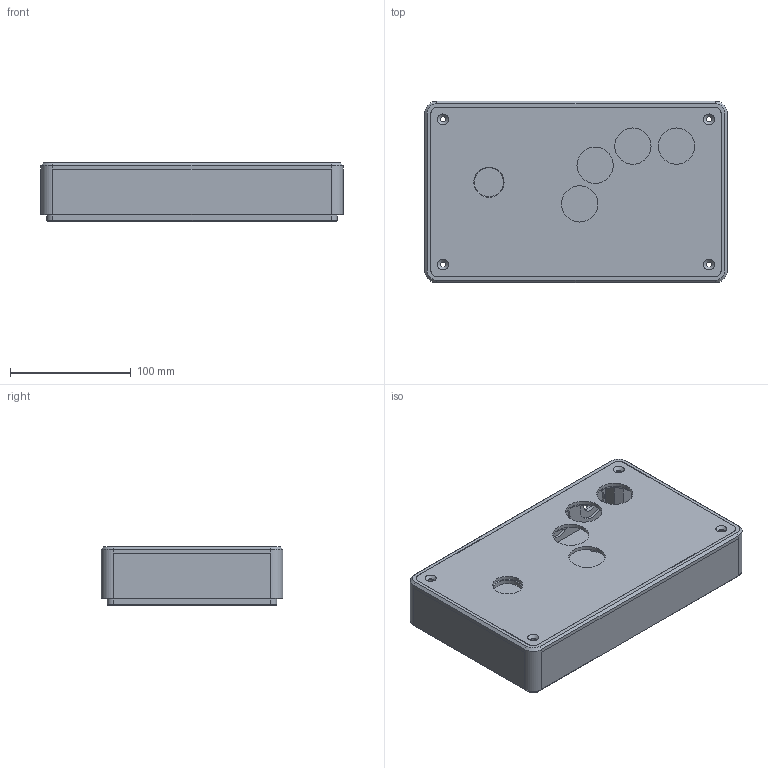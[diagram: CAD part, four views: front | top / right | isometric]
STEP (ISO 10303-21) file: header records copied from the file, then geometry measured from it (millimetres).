
FILE_DESCRIPTION(/* description */ (''),/* implementation_level */ '2;1');
FILE_NAME(/* name */ 'NeoGeo Stick v18.step',/* time_stamp */ '2025-10-23T15:01:12+11:00',/* author */ (''),/* organization */ (''),/* preprocessor_version */ 'ST-DEVELOPER v20.1',/* originating_system */ 'Autodesk Translation Framework v14.17.0.0',/* authorisation */ '');
FILE_SCHEMA (('AUTOMOTIVE_DESIGN { 1 0 10303 214 3 1 1 }'));
Length unit declared in the file: millimetre
Products named in the file (6): Open Stick Mini; Frame; Support; Bottom; Mid; Top
Assembly tree (5 placements, depth 2):
  Open Stick Mini
    Frame
    Support
    Bottom
    Mid
    Top
Bounding box: 250 x 150 x 48 mm (x, y, z)
Volume: 712441.9 mm3; surface area: 287630.4 mm2
Topology: 5 solids, 5 shells, 285 faces, 710 edges, 448 vertices
Faces by surface type: plane 191, cylinder 67, cone 27
Full cylindrical faces by diameter (mm): 3.1 x2, 4.5 x16, 16 x2, 20 x2, 23.7 x1, 24 x1, 25 x1, 28 x2, 30 x4, 32 x1, 44 x1
Entity records: 8706 total; most frequent: DIRECTION 1474, CARTESIAN_POINT 1454, ORIENTED_EDGE 1420, EDGE_CURVE 710, LINE 538, VECTOR 538, AXIS2_PLACEMENT_3D 468, VERTEX_POINT 448
